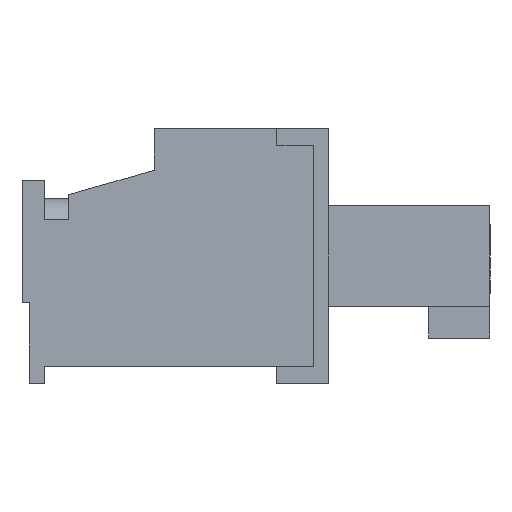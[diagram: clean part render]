
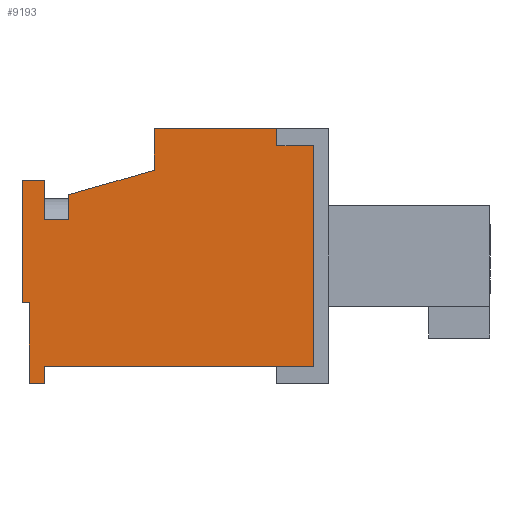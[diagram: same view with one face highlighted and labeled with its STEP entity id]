
A CAD part, left-side view. The second image highlights one B-rep face of the part: STEP entity #9193.
In plain terms, the highlighted planar face has unit normal (-1, 0, 0).
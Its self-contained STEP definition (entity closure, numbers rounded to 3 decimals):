
#283 = VERTEX_POINT ( 'NONE', #4376 ) ;
#558 = CARTESIAN_POINT ( 'NONE',  ( -3.5, -3.5, 1.26 ) ) ;
#646 = EDGE_CURVE ( 'NONE', #1305, #36414, #6740, .T. ) ;
#755 = PLANE ( 'NONE',  #5811 ) ;
#1023 = ORIENTED_EDGE ( 'NONE', *, *, #11340, .T. ) ;
#1271 = DIRECTION ( 'NONE',  ( 0., 1., 0. ) ) ;
#1305 = VERTEX_POINT ( 'NONE', #21603 ) ;
#1946 = VECTOR ( 'NONE', #27254, 1000. ) ;
#2593 = ORIENTED_EDGE ( 'NONE', *, *, #7321, .F. ) ;
#2660 = VECTOR ( 'NONE', #32417, 1000. ) ;
#3394 = EDGE_CURVE ( 'NONE', #5748, #283, #37181, .T. ) ;
#3516 = DIRECTION ( 'NONE',  ( 0., -1., 0. ) ) ;
#4042 = ORIENTED_EDGE ( 'NONE', *, *, #25133, .F. ) ;
#4376 = CARTESIAN_POINT ( 'NONE',  ( -3.5, 5.2, 6.36 ) ) ;
#5091 = EDGE_CURVE ( 'NONE', #29197, #14254, #14729, .T. ) ;
#5257 = CARTESIAN_POINT ( 'NONE',  ( -3.5, -3.1, 6.66 ) ) ;
#5748 = VERTEX_POINT ( 'NONE', #15955 ) ;
#5811 = AXIS2_PLACEMENT_3D ( 'NONE', #24407, #33109, #15697 ) ;
#5822 = VERTEX_POINT ( 'NONE', #10350 ) ;
#6123 = DIRECTION ( 'NONE',  ( 0., -1., 0. ) ) ;
#6599 = CARTESIAN_POINT ( 'NONE',  ( -3.5, -1.5, 4.76 ) ) ;
#6697 = DIRECTION ( 'NONE',  ( 0., -1., 0. ) ) ;
#6740 = LINE ( 'NONE', #33807, #13682 ) ;
#6956 = VECTOR ( 'NONE', #20131, 1000. ) ;
#7230 = DIRECTION ( 'NONE',  ( 0., 1., 0. ) ) ;
#7238 = LINE ( 'NONE', #18799, #21156 ) ;
#7311 = CARTESIAN_POINT ( 'NONE',  ( -3.5, -3.1, 5.76 ) ) ;
#7321 = EDGE_CURVE ( 'NONE', #36414, #16404, #30476, .T. ) ;
#7491 = LINE ( 'NONE', #36934, #23201 ) ;
#7734 = LINE ( 'NONE', #29258, #31996 ) ;
#7901 = CARTESIAN_POINT ( 'NONE',  ( -3.5, -4.5, -3.74 ) ) ;
#8103 = EDGE_CURVE ( 'NONE', #34922, #10945, #17761, .T. ) ;
#8609 = EDGE_CURVE ( 'NONE', #25900, #1305, #20924, .T. ) ;
#8784 = DIRECTION ( 'NONE',  ( 0., 0., -1. ) ) ;
#9193 = ADVANCED_FACE ( 'NONE', ( #22197 ), #755, .T. ) ;
#9396 = DIRECTION ( 'NONE',  ( 0., 1., 0. ) ) ;
#9483 = VERTEX_POINT ( 'NONE', #28528 ) ;
#9489 = CARTESIAN_POINT ( 'NONE',  ( -3.5, -5.2, 6.66 ) ) ;
#9581 = VERTEX_POINT ( 'NONE', #26140 ) ;
#9924 = ORIENTED_EDGE ( 'NONE', *, *, #8103, .F. ) ;
#9997 = CARTESIAN_POINT ( 'NONE',  ( -3.5, -3.1, 5.76 ) ) ;
#10135 = LINE ( 'NONE', #32717, #33469 ) ;
#10350 = CARTESIAN_POINT ( 'NONE',  ( -3.5, 1.9, 6.36 ) ) ;
#10945 = VERTEX_POINT ( 'NONE', #12082 ) ;
#11340 = EDGE_CURVE ( 'NONE', #5822, #283, #20111, .T. ) ;
#12082 = CARTESIAN_POINT ( 'NONE',  ( -3.5, -5.2, 1.26 ) ) ;
#12187 = VECTOR ( 'NONE', #1271, 1000. ) ;
#12302 = DIRECTION ( 'NONE',  ( 0., -0.275, -0.962 ) ) ;
#12638 = ORIENTED_EDGE ( 'NONE', *, *, #16079, .F. ) ;
#13026 = VECTOR ( 'NONE', #19013, 1000. ) ;
#13682 = VECTOR ( 'NONE', #33718, 1000. ) ;
#13726 = CARTESIAN_POINT ( 'NONE',  ( -3.5, -4.5, -5.24 ) ) ;
#14254 = VERTEX_POINT ( 'NONE', #19765 ) ;
#14729 = LINE ( 'NONE', #9489, #37986 ) ;
#15007 = VECTOR ( 'NONE', #6123, 1000. ) ;
#15118 = EDGE_CURVE ( 'NONE', #9483, #10945, #18473, .T. ) ;
#15566 = LINE ( 'NONE', #16084, #36953 ) ;
#15697 = DIRECTION ( 'NONE',  ( 0., 0., 1. ) ) ;
#15759 = ORIENTED_EDGE ( 'NONE', *, *, #8609, .F. ) ;
#15854 = ORIENTED_EDGE ( 'NONE', *, *, #646, .F. ) ;
#15903 = ORIENTED_EDGE ( 'NONE', *, *, #36046, .T. ) ;
#15955 = CARTESIAN_POINT ( 'NONE',  ( -3.5, 5.2, 5.74 ) ) ;
#15960 = LINE ( 'NONE', #28302, #30491 ) ;
#16079 = EDGE_CURVE ( 'NONE', #9581, #5748, #15566, .T. ) ;
#16084 = CARTESIAN_POINT ( 'NONE',  ( -3.5, 0.946, 5.74 ) ) ;
#16404 = VERTEX_POINT ( 'NONE', #20588 ) ;
#17167 = ORIENTED_EDGE ( 'NONE', *, *, #29691, .F. ) ;
#17558 = VECTOR ( 'NONE', #3516, 1000. ) ;
#17726 = DIRECTION ( 'NONE',  ( 0., 0., -1. ) ) ;
#17761 = LINE ( 'NONE', #24385, #1946 ) ;
#18348 = CARTESIAN_POINT ( 'NONE',  ( -3.5, -4.5, -3.74 ) ) ;
#18473 = LINE ( 'NONE', #35372, #2660 ) ;
#18603 = EDGE_CURVE ( 'NONE', #25900, #29197, #15960, .T. ) ;
#18799 = CARTESIAN_POINT ( 'NONE',  ( -3.5, 4.5, -5.24 ) ) ;
#19013 = DIRECTION ( 'NONE',  ( 0., 1., 0. ) ) ;
#19612 = DIRECTION ( 'NONE',  ( 0., 0., -1. ) ) ;
#19716 = ORIENTED_EDGE ( 'NONE', *, *, #30850, .T. ) ;
#19765 = CARTESIAN_POINT ( 'NONE',  ( -3.5, 1.9, 6.66 ) ) ;
#19800 = CARTESIAN_POINT ( 'NONE',  ( -3.5, 5.2, 5.74 ) ) ;
#20111 = LINE ( 'NONE', #36408, #12187 ) ;
#20131 = DIRECTION ( 'NONE',  ( 0., 0., 1. ) ) ;
#20588 = CARTESIAN_POINT ( 'NONE',  ( -3.5, -2.5, 4.76 ) ) ;
#20806 = ORIENTED_EDGE ( 'NONE', *, *, #35557, .T. ) ;
#20916 = CARTESIAN_POINT ( 'NONE',  ( -3.5, -3.1, 4.76 ) ) ;
#20924 = LINE ( 'NONE', #9997, #13026 ) ;
#21156 = VECTOR ( 'NONE', #6697, 1000. ) ;
#21253 = ORIENTED_EDGE ( 'NONE', *, *, #3394, .F. ) ;
#21603 = CARTESIAN_POINT ( 'NONE',  ( -3.5, -1.5, 5.76 ) ) ;
#22197 = FACE_OUTER_BOUND ( 'NONE', #32398, .T. ) ;
#22577 = ORIENTED_EDGE ( 'NONE', *, *, #5091, .T. ) ;
#23201 = VECTOR ( 'NONE', #19612, 1000. ) ;
#23617 = LINE ( 'NONE', #26332, #36268 ) ;
#24385 = CARTESIAN_POINT ( 'NONE',  ( -3.5, -3.5, 1.26 ) ) ;
#24407 = CARTESIAN_POINT ( 'NONE',  ( -3.5, 0., 0. ) ) ;
#24933 = VERTEX_POINT ( 'NONE', #13726 ) ;
#25133 = EDGE_CURVE ( 'NONE', #16404, #34922, #10135, .T. ) ;
#25772 = ORIENTED_EDGE ( 'NONE', *, *, #15118, .T. ) ;
#25900 = VERTEX_POINT ( 'NONE', #7311 ) ;
#26140 = CARTESIAN_POINT ( 'NONE',  ( -3.5, 4.5, 5.74 ) ) ;
#26180 = LINE ( 'NONE', #18348, #17558 ) ;
#26332 = CARTESIAN_POINT ( 'NONE',  ( -3.5, 4.5, 6.66 ) ) ;
#26853 = ORIENTED_EDGE ( 'NONE', *, *, #36276, .T. ) ;
#27254 = DIRECTION ( 'NONE',  ( 0., -1., 0. ) ) ;
#28302 = CARTESIAN_POINT ( 'NONE',  ( -3.5, -3.1, 5.76 ) ) ;
#28528 = CARTESIAN_POINT ( 'NONE',  ( -3.5, -5.2, -3.74 ) ) ;
#29197 = VERTEX_POINT ( 'NONE', #5257 ) ;
#29258 = CARTESIAN_POINT ( 'NONE',  ( -3.5, 1.9, 6.661 ) ) ;
#29264 = VERTEX_POINT ( 'NONE', #34977 ) ;
#29691 = EDGE_CURVE ( 'NONE', #35852, #24933, #7491, .T. ) ;
#30476 = LINE ( 'NONE', #20916, #15007 ) ;
#30491 = VECTOR ( 'NONE', #31201, 1000. ) ;
#30850 = EDGE_CURVE ( 'NONE', #9581, #29264, #23617, .T. ) ;
#31201 = DIRECTION ( 'NONE',  ( 0., 0., 1. ) ) ;
#31996 = VECTOR ( 'NONE', #8784, 1000. ) ;
#32398 = EDGE_LOOP ( 'NONE', ( #1023, #21253, #12638, #19716, #26853, #17167, #20806, #25772, #9924, #4042, #2593, #15854, #15759, #34594, #22577, #15903 ) ) ;
#32417 = DIRECTION ( 'NONE',  ( 0., 0., 1. ) ) ;
#32717 = CARTESIAN_POINT ( 'NONE',  ( -3.5, -3.5, 1.26 ) ) ;
#33109 = DIRECTION ( 'NONE',  ( -1., 0., 0. ) ) ;
#33469 = VECTOR ( 'NONE', #12302, 1000. ) ;
#33718 = DIRECTION ( 'NONE',  ( 0., 0., -1. ) ) ;
#33807 = CARTESIAN_POINT ( 'NONE',  ( -3.5, -1.5, 5.76 ) ) ;
#34594 = ORIENTED_EDGE ( 'NONE', *, *, #18603, .T. ) ;
#34922 = VERTEX_POINT ( 'NONE', #558 ) ;
#34977 = CARTESIAN_POINT ( 'NONE',  ( -3.5, 4.5, -5.24 ) ) ;
#35372 = CARTESIAN_POINT ( 'NONE',  ( -3.5, -5.2, -5.24 ) ) ;
#35557 = EDGE_CURVE ( 'NONE', #35852, #9483, #26180, .T. ) ;
#35852 = VERTEX_POINT ( 'NONE', #7901 ) ;
#36046 = EDGE_CURVE ( 'NONE', #14254, #5822, #7734, .T. ) ;
#36268 = VECTOR ( 'NONE', #17726, 1000. ) ;
#36276 = EDGE_CURVE ( 'NONE', #29264, #24933, #7238, .T. ) ;
#36408 = CARTESIAN_POINT ( 'NONE',  ( -3.5, 1.9, 6.36 ) ) ;
#36414 = VERTEX_POINT ( 'NONE', #6599 ) ;
#36934 = CARTESIAN_POINT ( 'NONE',  ( -3.5, -4.5, -3.74 ) ) ;
#36953 = VECTOR ( 'NONE', #7230, 1000. ) ;
#37181 = LINE ( 'NONE', #19800, #6956 ) ;
#37986 = VECTOR ( 'NONE', #9396, 1000. ) ;
